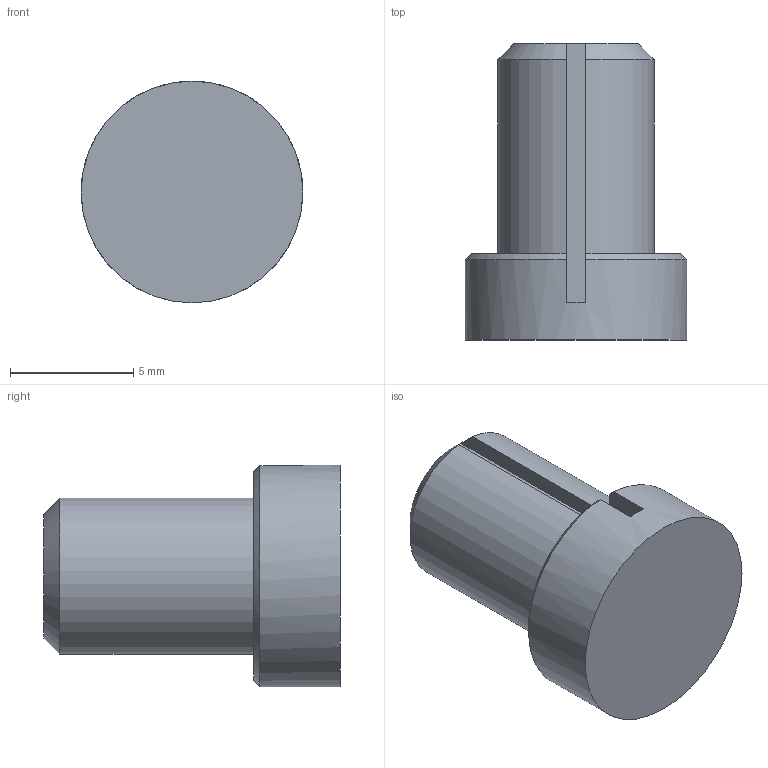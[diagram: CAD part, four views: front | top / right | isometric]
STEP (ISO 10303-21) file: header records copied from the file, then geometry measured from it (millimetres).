
FILE_DESCRIPTION(/* description */ (''),/* implementation_level */ '2;1');
FILE_NAME(/* name */ '_MBS1-bushings.ipt.step',/* time_stamp */ '2015-01-02T19:22:27-08:00',/* author */ ('Philip'),/* organization */ (''),/* preprocessor_version */ 'ST-DEVELOPER v15.6',/* originating_system */ 'Autodesk Inventor 2015',/* authorisation */ '');
FILE_SCHEMA (('AUTOMOTIVE_DESIGN { 1 0 10303 214 3 1 1 }'));
Length unit declared in the file: inch
Products named in the file (1): _MBS1-bushings
Bounding box: 8.99 x 12.01 x 8.99 mm (x, y, z)
Volume: 479.8 mm3; surface area: 402.5 mm2
Topology: 1 solids, 1 shells, 11 faces, 27 edges, 18 vertices
Faces by surface type: plane 7, cone 2, cylinder 2
Full cylindrical faces by diameter (mm): 8.992 x1
Entity records: 347 total; most frequent: CARTESIAN_POINT 64, DIRECTION 52, ORIENTED_EDGE 50, EDGE_CURVE 25, AXIS2_PLACEMENT_3D 19, VERTEX_POINT 17, LINE 14, VECTOR 14
